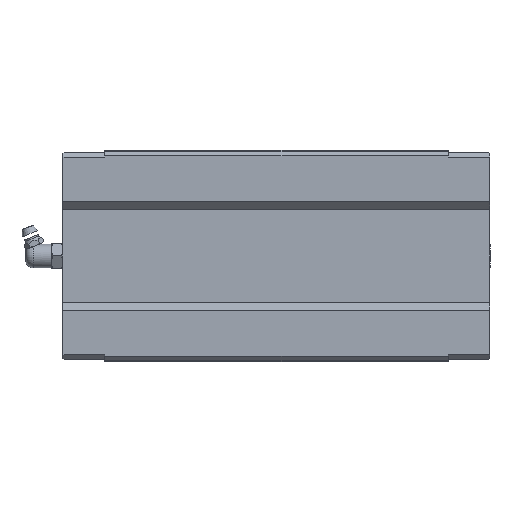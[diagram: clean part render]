
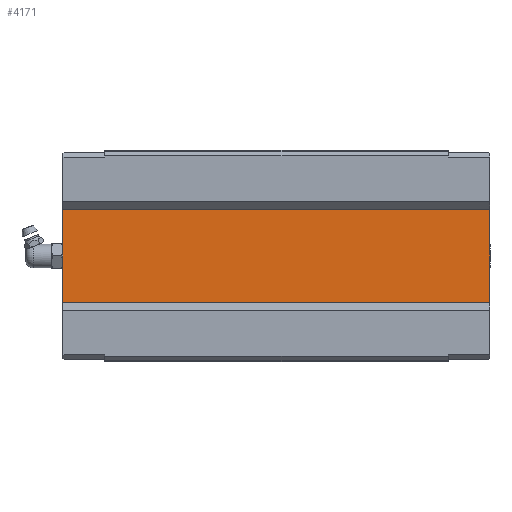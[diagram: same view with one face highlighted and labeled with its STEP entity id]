
A CAD part, front view. The second image highlights one B-rep face of the part: STEP entity #4171.
In plain terms, the highlighted planar face has unit normal (0, -1, 0).
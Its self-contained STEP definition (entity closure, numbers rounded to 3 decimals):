
#77 = VECTOR ( 'NONE', #3401, 1000. ) ;
#102 = EDGE_CURVE ( 'NONE', #858, #3009, #281, .T. ) ;
#148 = CARTESIAN_POINT ( 'NONE',  ( -87., 23.1, -19.191 ) ) ;
#281 = LINE ( 'NONE', #4439, #2646 ) ;
#359 = ORIENTED_EDGE ( 'NONE', *, *, #102, .T. ) ;
#421 = VECTOR ( 'NONE', #1026, 1000. ) ;
#654 = FACE_OUTER_BOUND ( 'NONE', #3769, .T. ) ;
#758 = DIRECTION ( 'NONE',  ( 0., 0., -1. ) ) ;
#858 = VERTEX_POINT ( 'NONE', #148 ) ;
#1026 = DIRECTION ( 'NONE',  ( -1., 0., 0. ) ) ;
#1323 = CARTESIAN_POINT ( 'NONE',  ( -87., 23.1, -19.191 ) ) ;
#1371 = VERTEX_POINT ( 'NONE', #4675 ) ;
#1468 = EDGE_CURVE ( 'NONE', #1371, #4425, #1485, .T. ) ;
#1485 = LINE ( 'NONE', #3081, #421 ) ;
#1937 = CARTESIAN_POINT ( 'NONE',  ( 87., 23.1, -19.191 ) ) ;
#2029 = AXIS2_PLACEMENT_3D ( 'NONE', #3254, #4088, #758 ) ;
#2150 = LINE ( 'NONE', #1323, #77 ) ;
#2189 = ORIENTED_EDGE ( 'NONE', *, *, #4483, .T. ) ;
#2238 = EDGE_CURVE ( 'NONE', #4425, #858, #2150, .T. ) ;
#2329 = DIRECTION ( 'NONE',  ( 1., 0., 0. ) ) ;
#2599 = LINE ( 'NONE', #3869, #5046 ) ;
#2646 = VECTOR ( 'NONE', #2329, 1000. ) ;
#3009 = VERTEX_POINT ( 'NONE', #1937 ) ;
#3033 = DIRECTION ( 'NONE',  ( 0., 0., 1. ) ) ;
#3081 = CARTESIAN_POINT ( 'NONE',  ( 87., 23.1, 19.191 ) ) ;
#3254 = CARTESIAN_POINT ( 'NONE',  ( 87., 23.1, -19.191 ) ) ;
#3401 = DIRECTION ( 'NONE',  ( 0., 0., -1. ) ) ;
#3427 = CARTESIAN_POINT ( 'NONE',  ( -87., 23.1, 19.191 ) ) ;
#3724 = ORIENTED_EDGE ( 'NONE', *, *, #1468, .T. ) ;
#3769 = EDGE_LOOP ( 'NONE', ( #2189, #3724, #4324, #359 ) ) ;
#3869 = CARTESIAN_POINT ( 'NONE',  ( 87., 23.1, -19.191 ) ) ;
#4088 = DIRECTION ( 'NONE',  ( 0., -1., 0. ) ) ;
#4171 = ADVANCED_FACE ( 'NONE', ( #654 ), #5338, .T. ) ;
#4324 = ORIENTED_EDGE ( 'NONE', *, *, #2238, .T. ) ;
#4425 = VERTEX_POINT ( 'NONE', #3427 ) ;
#4439 = CARTESIAN_POINT ( 'NONE',  ( 87., 23.1, -19.191 ) ) ;
#4483 = EDGE_CURVE ( 'NONE', #3009, #1371, #2599, .T. ) ;
#4675 = CARTESIAN_POINT ( 'NONE',  ( 87., 23.1, 19.191 ) ) ;
#5046 = VECTOR ( 'NONE', #3033, 1000. ) ;
#5338 = PLANE ( 'NONE',  #2029 ) ;
